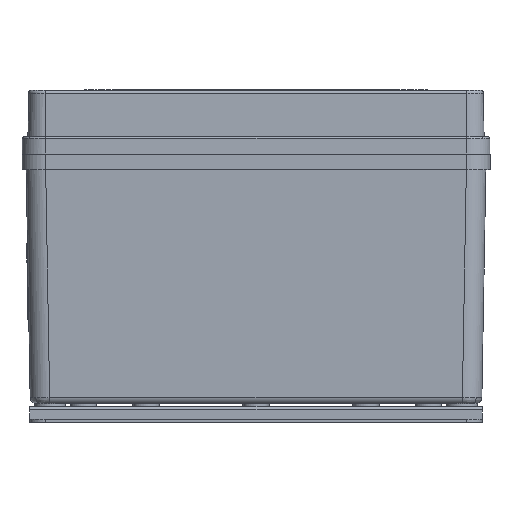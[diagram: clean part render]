
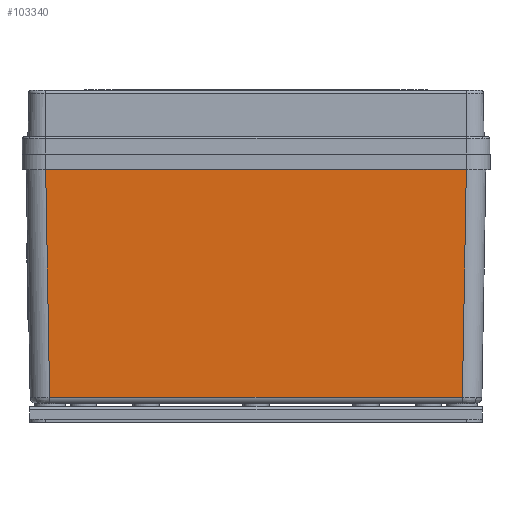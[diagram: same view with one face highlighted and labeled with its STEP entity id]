
A CAD part, front view. The second image highlights one B-rep face of the part: STEP entity #103340.
In plain terms, the highlighted face is planar.
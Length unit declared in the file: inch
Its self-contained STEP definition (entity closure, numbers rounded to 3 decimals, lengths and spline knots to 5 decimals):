
#843 = LINE ( 'NONE', #125375, #4056 ) ;
#1560 = CARTESIAN_POINT ( 'NONE',  ( -2.65408, 3.89814, 0.19685 ) ) ;
#2042 = AXIS2_PLACEMENT_3D ( 'NONE', #82710, #111895, #92199 ) ;
#2750 = DIRECTION ( 'NONE',  ( 0.017, -0.017, 1. ) ) ;
#4056 = VECTOR ( 'NONE', #105071, 39.37008 ) ;
#4626 = CARTESIAN_POINT ( 'NONE',  ( 2.65582, 3.89988, 0.09701 ) ) ;
#6419 = CARTESIAN_POINT ( 'NONE',  ( 2.65408, 3.89814, 0.19685 ) ) ;
#8672 = ORIENTED_EDGE ( 'NONE', *, *, #90954, .T. ) ;
#11064 = ORIENTED_EDGE ( 'NONE', *, *, #130135, .T. ) ;
#17794 = ORIENTED_EDGE ( 'NONE', *, *, #104480, .T. ) ;
#24310 = DIRECTION ( 'NONE',  ( 0.017, 0.017, -1. ) ) ;
#26164 = VECTOR ( 'NONE', #2750, 39.37008 ) ;
#32648 = CARTESIAN_POINT ( 'NONE',  ( 2.60389, 3.84795, 3.07224 ) ) ;
#42065 = PLANE ( 'NONE',  #2042 ) ;
#43621 = EDGE_CURVE ( 'NONE', #126760, #114344, #114917, .T. ) ;
#52854 = LINE ( 'NONE', #94119, #26164 ) ;
#55579 = CARTESIAN_POINT ( 'NONE',  ( -2.60389, 3.84795, 3.07224 ) ) ;
#60432 = FACE_OUTER_BOUND ( 'NONE', #67219, .T. ) ;
#67219 = EDGE_LOOP ( 'NONE', ( #11064, #17794, #8672, #71991 ) ) ;
#71991 = ORIENTED_EDGE ( 'NONE', *, *, #43621, .T. ) ;
#82710 = CARTESIAN_POINT ( 'NONE',  ( -2.90354, 3.90157, 0. ) ) ;
#83873 = VERTEX_POINT ( 'NONE', #32648 ) ;
#90954 = EDGE_CURVE ( 'NONE', #83873, #126760, #128525, .T. ) ;
#91880 = DIRECTION ( 'NONE',  ( -1., 0., 0. ) ) ;
#92199 = DIRECTION ( 'NONE',  ( 1., 0., 0. ) ) ;
#94119 = CARTESIAN_POINT ( 'NONE',  ( -2.65759, 3.90165, -0.00429 ) ) ;
#103340 = ADVANCED_FACE ( 'NONE', ( #60432 ), #42065, .T. ) ;
#104077 = CARTESIAN_POINT ( 'NONE',  ( -2.90354, 3.89814, 0.19685 ) ) ;
#104480 = EDGE_CURVE ( 'NONE', #117089, #83873, #843, .T. ) ;
#105071 = DIRECTION ( 'NONE',  ( 1., 0., 0. ) ) ;
#110122 = VECTOR ( 'NONE', #91880, 39.37008 ) ;
#111895 = DIRECTION ( 'NONE',  ( 0., 1., 0.017 ) ) ;
#114344 = VERTEX_POINT ( 'NONE', #1560 ) ;
#114917 = LINE ( 'NONE', #104077, #110122 ) ;
#117089 = VERTEX_POINT ( 'NONE', #55579 ) ;
#124931 = VECTOR ( 'NONE', #24310, 39.37008 ) ;
#125375 = CARTESIAN_POINT ( 'NONE',  ( -2.90354, 3.84795, 3.07224 ) ) ;
#126760 = VERTEX_POINT ( 'NONE', #6419 ) ;
#128525 = LINE ( 'NONE', #4626, #124931 ) ;
#130135 = EDGE_CURVE ( 'NONE', #114344, #117089, #52854, .T. ) ;
